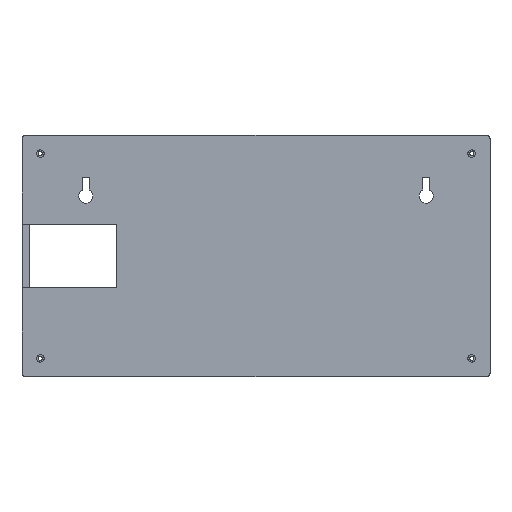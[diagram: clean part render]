
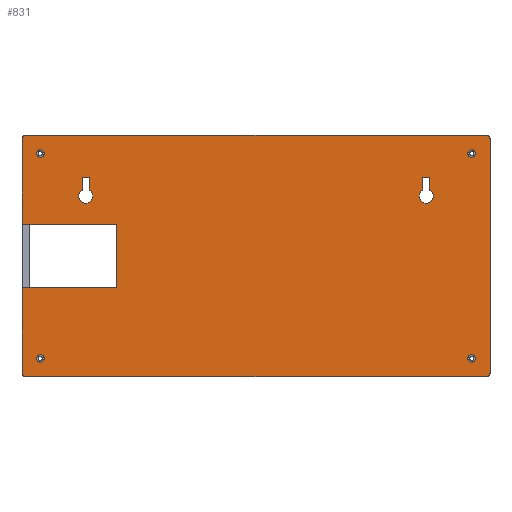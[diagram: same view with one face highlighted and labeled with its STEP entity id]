
A CAD part, top view. The second image highlights one B-rep face of the part: STEP entity #831.
In plain terms, the highlighted planar face has unit normal (0, 0, 1).
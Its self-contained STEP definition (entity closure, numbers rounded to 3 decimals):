
#35=FACE_BOUND('',#151,.T.);
#36=FACE_BOUND('',#152,.T.);
#37=FACE_BOUND('',#153,.T.);
#38=FACE_BOUND('',#154,.T.);
#39=FACE_BOUND('',#155,.T.);
#40=FACE_BOUND('',#156,.T.);
#59=PLANE('',#915);
#96=FACE_OUTER_BOUND('',#150,.T.);
#150=EDGE_LOOP('',(#687,#688,#689,#690,#691,#692,#693,#694,#695,#696,#697,
#698));
#151=EDGE_LOOP('',(#699,#700,#701,#702));
#152=EDGE_LOOP('',(#703,#704,#705,#706));
#153=EDGE_LOOP('',(#707));
#154=EDGE_LOOP('',(#708));
#155=EDGE_LOOP('',(#709));
#156=EDGE_LOOP('',(#710));
#183=LINE('',#1217,#261);
#186=LINE('',#1223,#264);
#189=LINE('',#1228,#267);
#191=LINE('',#1233,#269);
#195=LINE('',#1241,#273);
#198=LINE('',#1247,#276);
#203=LINE('',#1261,#281);
#206=LINE('',#1267,#284);
#216=LINE('',#1285,#294);
#217=LINE('',#1288,#295);
#221=LINE('',#1295,#299);
#237=LINE('',#1362,#315);
#242=LINE('',#1376,#320);
#243=LINE('',#1379,#321);
#261=VECTOR('',#966,10.);
#264=VECTOR('',#971,10.);
#267=VECTOR('',#976,10.);
#269=VECTOR('',#980,10.);
#273=VECTOR('',#986,10.);
#276=VECTOR('',#991,10.);
#281=VECTOR('',#1004,10.);
#284=VECTOR('',#1009,10.);
#294=VECTOR('',#1023,10.);
#295=VECTOR('',#1026,10.);
#299=VECTOR('',#1030,10.);
#315=VECTOR('',#1106,10.);
#320=VECTOR('',#1117,10.);
#321=VECTOR('',#1120,10.);
#337=CIRCLE('',#868,5.);
#339=CIRCLE('',#877,5.);
#357=CIRCLE('',#910,2.5);
#358=CIRCLE('',#912,2.5);
#359=CIRCLE('',#916,2.5);
#360=CIRCLE('',#917,2.5);
#361=CIRCLE('',#918,2.65);
#362=CIRCLE('',#919,2.65);
#363=CIRCLE('',#920,2.65);
#364=CIRCLE('',#921,2.65);
#373=VERTEX_POINT('',#1207);
#374=VERTEX_POINT('',#1208);
#377=VERTEX_POINT('',#1216);
#379=VERTEX_POINT('',#1222);
#381=VERTEX_POINT('',#1231);
#382=VERTEX_POINT('',#1232);
#385=VERTEX_POINT('',#1240);
#387=VERTEX_POINT('',#1246);
#391=VERTEX_POINT('',#1258);
#392=VERTEX_POINT('',#1260);
#394=VERTEX_POINT('',#1266);
#400=VERTEX_POINT('',#1283);
#401=VERTEX_POINT('',#1287);
#404=VERTEX_POINT('',#1293);
#423=VERTEX_POINT('',#1352);
#424=VERTEX_POINT('',#1356);
#425=VERTEX_POINT('',#1360);
#430=VERTEX_POINT('',#1373);
#431=VERTEX_POINT('',#1375);
#432=VERTEX_POINT('',#1377);
#433=VERTEX_POINT('',#1380);
#434=VERTEX_POINT('',#1382);
#435=VERTEX_POINT('',#1384);
#436=VERTEX_POINT('',#1386);
#445=EDGE_CURVE('',#373,#374,#337,.T.);
#449=EDGE_CURVE('',#377,#373,#183,.T.);
#452=EDGE_CURVE('',#379,#377,#186,.T.);
#455=EDGE_CURVE('',#374,#379,#189,.T.);
#457=EDGE_CURVE('',#381,#382,#191,.T.);
#461=EDGE_CURVE('',#385,#381,#195,.T.);
#464=EDGE_CURVE('',#387,#385,#198,.T.);
#467=EDGE_CURVE('',#382,#387,#339,.T.);
#471=EDGE_CURVE('',#392,#391,#203,.T.);
#474=EDGE_CURVE('',#394,#392,#206,.T.);
#484=EDGE_CURVE('',#391,#400,#216,.T.);
#485=EDGE_CURVE('',#394,#401,#217,.T.);
#489=EDGE_CURVE('',#404,#400,#221,.T.);
#518=EDGE_CURVE('',#401,#423,#357,.T.);
#521=EDGE_CURVE('',#424,#404,#358,.T.);
#523=EDGE_CURVE('',#425,#424,#237,.T.);
#528=EDGE_CURVE('',#430,#425,#359,.T.);
#529=EDGE_CURVE('',#431,#430,#242,.T.);
#530=EDGE_CURVE('',#432,#431,#360,.T.);
#531=EDGE_CURVE('',#423,#432,#243,.T.);
#532=EDGE_CURVE('',#433,#433,#361,.T.);
#533=EDGE_CURVE('',#434,#434,#362,.T.);
#534=EDGE_CURVE('',#435,#435,#363,.T.);
#535=EDGE_CURVE('',#436,#436,#364,.T.);
#687=ORIENTED_EDGE('',*,*,#484,.T.);
#688=ORIENTED_EDGE('',*,*,#489,.F.);
#689=ORIENTED_EDGE('',*,*,#521,.F.);
#690=ORIENTED_EDGE('',*,*,#523,.F.);
#691=ORIENTED_EDGE('',*,*,#528,.F.);
#692=ORIENTED_EDGE('',*,*,#529,.F.);
#693=ORIENTED_EDGE('',*,*,#530,.F.);
#694=ORIENTED_EDGE('',*,*,#531,.F.);
#695=ORIENTED_EDGE('',*,*,#518,.F.);
#696=ORIENTED_EDGE('',*,*,#485,.F.);
#697=ORIENTED_EDGE('',*,*,#474,.T.);
#698=ORIENTED_EDGE('',*,*,#471,.T.);
#699=ORIENTED_EDGE('',*,*,#445,.T.);
#700=ORIENTED_EDGE('',*,*,#455,.T.);
#701=ORIENTED_EDGE('',*,*,#452,.T.);
#702=ORIENTED_EDGE('',*,*,#449,.T.);
#703=ORIENTED_EDGE('',*,*,#457,.T.);
#704=ORIENTED_EDGE('',*,*,#467,.T.);
#705=ORIENTED_EDGE('',*,*,#464,.T.);
#706=ORIENTED_EDGE('',*,*,#461,.T.);
#707=ORIENTED_EDGE('',*,*,#532,.T.);
#708=ORIENTED_EDGE('',*,*,#533,.T.);
#709=ORIENTED_EDGE('',*,*,#534,.T.);
#710=ORIENTED_EDGE('',*,*,#535,.T.);
#831=ADVANCED_FACE('',(#96,#35,#36,#37,#38,#39,#40),#59,.T.);
#868=AXIS2_PLACEMENT_3D('',#1209,#958,#959);
#877=AXIS2_PLACEMENT_3D('',#1252,#996,#997);
#910=AXIS2_PLACEMENT_3D('',#1353,#1095,#1096);
#912=AXIS2_PLACEMENT_3D('',#1358,#1101,#1102);
#915=AXIS2_PLACEMENT_3D('',#1372,#1113,#1114);
#916=AXIS2_PLACEMENT_3D('',#1374,#1115,#1116);
#917=AXIS2_PLACEMENT_3D('',#1378,#1118,#1119);
#918=AXIS2_PLACEMENT_3D('',#1381,#1121,#1122);
#919=AXIS2_PLACEMENT_3D('',#1383,#1123,#1124);
#920=AXIS2_PLACEMENT_3D('',#1385,#1125,#1126);
#921=AXIS2_PLACEMENT_3D('',#1387,#1127,#1128);
#958=DIRECTION('center_axis',(0.,0.,-1.));
#959=DIRECTION('ref_axis',(-1.,0.,0.));
#966=DIRECTION('',(0.,-1.,0.));
#971=DIRECTION('',(1.,0.,0.));
#976=DIRECTION('',(0.,1.,0.));
#980=DIRECTION('',(0.,-1.,0.));
#986=DIRECTION('',(1.,0.,0.));
#991=DIRECTION('',(0.,1.,0.));
#996=DIRECTION('center_axis',(0.,0.,-1.));
#997=DIRECTION('ref_axis',(-1.,0.,0.));
#1004=DIRECTION('',(0.,-1.,0.));
#1009=DIRECTION('',(1.,0.,0.));
#1023=DIRECTION('',(-1.,0.,0.));
#1026=DIRECTION('',(0.,1.,0.));
#1030=DIRECTION('',(0.,1.,0.));
#1095=DIRECTION('center_axis',(0.,0.,-1.));
#1096=DIRECTION('ref_axis',(-0.707,0.707,0.));
#1101=DIRECTION('center_axis',(0.,0.,-1.));
#1102=DIRECTION('ref_axis',(-0.707,-0.707,0.));
#1106=DIRECTION('',(-1.,0.,0.));
#1113=DIRECTION('center_axis',(0.,0.,1.));
#1114=DIRECTION('ref_axis',(1.,0.,0.));
#1115=DIRECTION('center_axis',(0.,0.,-1.));
#1116=DIRECTION('ref_axis',(0.707,-0.707,0.));
#1117=DIRECTION('',(0.,-1.,0.));
#1118=DIRECTION('center_axis',(0.,0.,-1.));
#1119=DIRECTION('ref_axis',(0.707,0.707,0.));
#1120=DIRECTION('',(1.,0.,0.));
#1121=DIRECTION('center_axis',(0.,0.,-1.));
#1122=DIRECTION('ref_axis',(1.,0.,0.));
#1123=DIRECTION('center_axis',(0.,0.,-1.));
#1124=DIRECTION('ref_axis',(1.,0.,0.));
#1125=DIRECTION('center_axis',(0.,0.,-1.));
#1126=DIRECTION('ref_axis',(1.,0.,0.));
#1127=DIRECTION('center_axis',(0.,0.,-1.));
#1128=DIRECTION('ref_axis',(1.,0.,0.));
#1207=CARTESIAN_POINT('',(-218.031,-7.661,0.));
#1208=CARTESIAN_POINT('',(-223.031,-7.661,0.));
#1209=CARTESIAN_POINT('Origin',(-220.531,-11.991,0.));
#1216=CARTESIAN_POINT('',(-218.031,1.009,0.));
#1217=CARTESIAN_POINT('',(-218.031,-26.616,0.));
#1222=CARTESIAN_POINT('',(-223.031,1.009,0.));
#1223=CARTESIAN_POINT('',(-161.656,1.009,0.));
#1228=CARTESIAN_POINT('',(-223.031,-30.951,0.));
#1231=CARTESIAN_POINT('',(22.469,1.009,0.));
#1232=CARTESIAN_POINT('',(22.469,-7.661,0.));
#1233=CARTESIAN_POINT('',(22.469,-26.616,0.));
#1240=CARTESIAN_POINT('',(17.469,1.009,0.));
#1241=CARTESIAN_POINT('',(-41.406,1.009,0.));
#1246=CARTESIAN_POINT('',(17.469,-7.661,0.));
#1247=CARTESIAN_POINT('',(17.469,-30.951,0.));
#1252=CARTESIAN_POINT('Origin',(19.969,-11.991,0.));
#1258=CARTESIAN_POINT('',(-198.531,-76.741,0.));
#1260=CARTESIAN_POINT('',(-198.531,-31.741,0.));
#1261=CARTESIAN_POINT('',(-198.531,-54.241,0.));
#1266=CARTESIAN_POINT('',(-265.531,-31.741,0.));
#1267=CARTESIAN_POINT('',(-182.906,-31.741,0.));
#1283=CARTESIAN_POINT('',(-265.531,-76.741,0.));
#1285=CARTESIAN_POINT('',(-182.906,-76.741,0.));
#1287=CARTESIAN_POINT('',(-265.531,28.509,0.));
#1288=CARTESIAN_POINT('',(-265.531,-139.491,0.));
#1293=CARTESIAN_POINT('',(-265.531,-136.991,0.));
#1295=CARTESIAN_POINT('',(-265.531,-139.491,0.));
#1352=CARTESIAN_POINT('',(-263.031,31.009,0.));
#1353=CARTESIAN_POINT('Origin',(-263.031,28.509,0.));
#1356=CARTESIAN_POINT('',(-263.031,-139.491,0.));
#1358=CARTESIAN_POINT('Origin',(-263.031,-136.991,0.));
#1360=CARTESIAN_POINT('',(62.469,-139.491,0.));
#1362=CARTESIAN_POINT('',(64.969,-139.491,0.));
#1372=CARTESIAN_POINT('Origin',(-100.281,-54.241,0.));
#1373=CARTESIAN_POINT('',(64.969,-136.991,0.));
#1374=CARTESIAN_POINT('Origin',(62.469,-136.991,0.));
#1375=CARTESIAN_POINT('',(64.969,28.509,0.));
#1376=CARTESIAN_POINT('',(64.969,31.009,0.));
#1377=CARTESIAN_POINT('',(62.469,31.009,0.));
#1378=CARTESIAN_POINT('Origin',(62.469,28.509,0.));
#1379=CARTESIAN_POINT('',(-265.531,31.009,0.));
#1380=CARTESIAN_POINT('',(49.374,18.064,0.));
#1381=CARTESIAN_POINT('Origin',(52.024,18.064,0.));
#1382=CARTESIAN_POINT('',(-255.236,-126.546,0.));
#1383=CARTESIAN_POINT('Origin',(-252.586,-126.546,0.));
#1384=CARTESIAN_POINT('',(-255.236,18.064,0.));
#1385=CARTESIAN_POINT('Origin',(-252.586,18.064,0.));
#1386=CARTESIAN_POINT('',(49.374,-126.546,0.));
#1387=CARTESIAN_POINT('Origin',(52.024,-126.546,0.));
